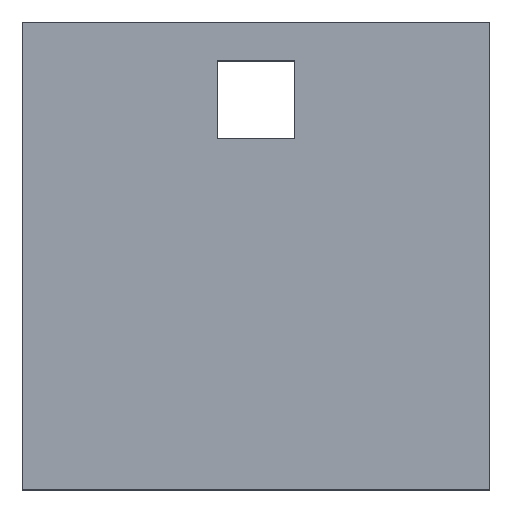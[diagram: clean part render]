
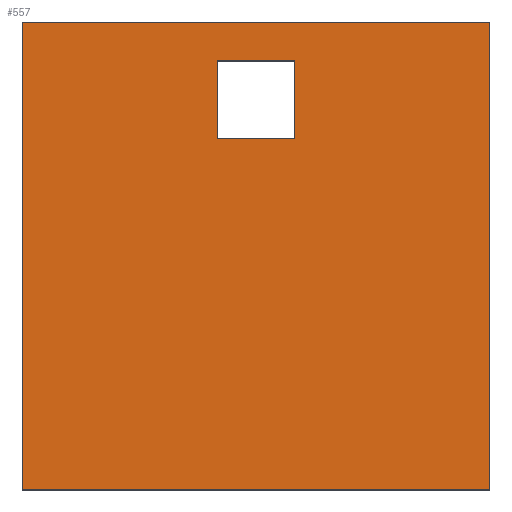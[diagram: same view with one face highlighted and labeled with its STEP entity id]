
A CAD part, top view. The second image highlights one B-rep face of the part: STEP entity #557.
In plain terms, the highlighted planar face has unit normal (0, 0, 1).
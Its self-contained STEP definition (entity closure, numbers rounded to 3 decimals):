
#416=CARTESIAN_POINT('Vertex',(300.,500.,140.)) ;
#419=CARTESIAN_POINT('Line Origine',(250.,500.,140.)) ;
#423=CARTESIAN_POINT('Vertex',(200.,500.,140.)) ;
#456=CARTESIAN_POINT('Vertex',(300.,400.,140.)) ;
#459=CARTESIAN_POINT('Line Origine',(300.,450.,140.)) ;
#480=CARTESIAN_POINT('Vertex',(200.,400.,140.)) ;
#483=CARTESIAN_POINT('Line Origine',(250.,400.,140.)) ;
#500=CARTESIAN_POINT('Line Origine',(200.,450.,140.)) ;
#512=CARTESIAN_POINT('Axis2P3D Location',(0.,0.,140.)) ;
#517=CARTESIAN_POINT('Line Origine',(-50.,250.,140.)) ;
#521=CARTESIAN_POINT('Vertex',(-50.,550.,140.)) ;
#523=CARTESIAN_POINT('Vertex',(-50.,-50.,140.)) ;
#526=CARTESIAN_POINT('Line Origine',(250.,-50.,140.)) ;
#530=CARTESIAN_POINT('Vertex',(550.,-50.,140.)) ;
#533=CARTESIAN_POINT('Line Origine',(550.,250.,140.)) ;
#537=CARTESIAN_POINT('Vertex',(550.,550.,140.)) ;
#540=CARTESIAN_POINT('Line Origine',(250.,550.,140.)) ;
#420=DIRECTION('Vector Direction',(1.,0.,0.)) ;
#460=DIRECTION('Vector Direction',(0.,1.,0.)) ;
#484=DIRECTION('Vector Direction',(-1.,0.,0.)) ;
#501=DIRECTION('Vector Direction',(0.,-1.,0.)) ;
#513=DIRECTION('Axis2P3D Direction',(0.,0.,1.)) ;
#514=DIRECTION('Axis2P3D XDirection',(1.,0.,0.)) ;
#518=DIRECTION('Vector Direction',(0.,-1.,0.)) ;
#527=DIRECTION('Vector Direction',(-1.,0.,0.)) ;
#534=DIRECTION('Vector Direction',(0.,1.,0.)) ;
#541=DIRECTION('Vector Direction',(1.,0.,0.)) ;
#515=AXIS2_PLACEMENT_3D('Plane Axis2P3D',#512,#513,#514) ;
#546=ORIENTED_EDGE('',*,*,#525,.T.) ;
#547=ORIENTED_EDGE('',*,*,#532,.T.) ;
#548=ORIENTED_EDGE('',*,*,#539,.T.) ;
#549=ORIENTED_EDGE('',*,*,#544,.T.) ;
#552=ORIENTED_EDGE('',*,*,#463,.F.) ;
#553=ORIENTED_EDGE('',*,*,#487,.F.) ;
#554=ORIENTED_EDGE('',*,*,#504,.F.) ;
#555=ORIENTED_EDGE('',*,*,#425,.F.) ;
#556=FACE_BOUND('',#551,.T.) ;
#421=VECTOR('Line Direction',#420,1.) ;
#461=VECTOR('Line Direction',#460,1.) ;
#485=VECTOR('Line Direction',#484,1.) ;
#502=VECTOR('Line Direction',#501,1.) ;
#519=VECTOR('Line Direction',#518,1.) ;
#528=VECTOR('Line Direction',#527,1.) ;
#535=VECTOR('Line Direction',#534,1.) ;
#542=VECTOR('Line Direction',#541,1.) ;
#557=ADVANCED_FACE('PartBody',(#550,#556),#516,.T.) ;
#425=EDGE_CURVE('',#417,#424,#422,.F.) ;
#463=EDGE_CURVE('',#457,#417,#462,.T.) ;
#487=EDGE_CURVE('',#481,#457,#486,.F.) ;
#504=EDGE_CURVE('',#424,#481,#503,.T.) ;
#525=EDGE_CURVE('',#522,#524,#520,.T.) ;
#532=EDGE_CURVE('',#524,#531,#529,.F.) ;
#539=EDGE_CURVE('',#531,#538,#536,.T.) ;
#544=EDGE_CURVE('',#538,#522,#543,.F.) ;
#545=EDGE_LOOP('',(#546,#547,#548,#549)) ;
#551=EDGE_LOOP('',(#552,#553,#554,#555)) ;
#550=FACE_OUTER_BOUND('',#545,.T.) ;
#422=LINE('Line',#419,#421) ;
#462=LINE('Line',#459,#461) ;
#486=LINE('Line',#483,#485) ;
#503=LINE('Line',#500,#502) ;
#520=LINE('Line',#517,#519) ;
#529=LINE('Line',#526,#528) ;
#536=LINE('Line',#533,#535) ;
#543=LINE('Line',#540,#542) ;
#516=PLANE('',#515) ;
#417=VERTEX_POINT('',#416) ;
#424=VERTEX_POINT('',#423) ;
#457=VERTEX_POINT('',#456) ;
#481=VERTEX_POINT('',#480) ;
#522=VERTEX_POINT('',#521) ;
#524=VERTEX_POINT('',#523) ;
#531=VERTEX_POINT('',#530) ;
#538=VERTEX_POINT('',#537) ;
